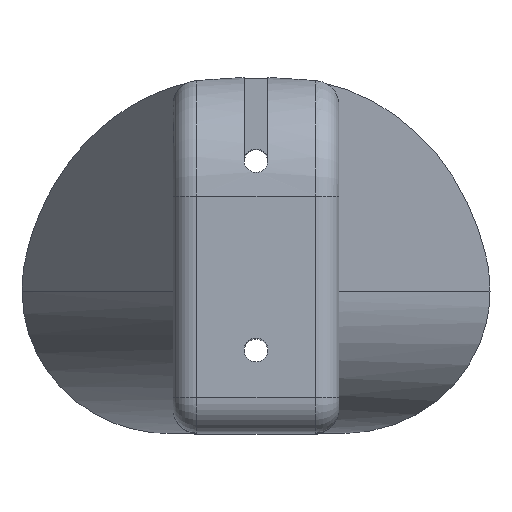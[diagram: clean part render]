
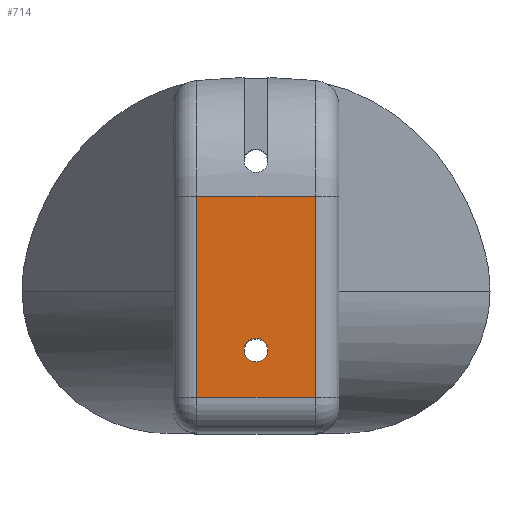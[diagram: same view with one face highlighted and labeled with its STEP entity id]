
A CAD part, top view. The second image highlights one B-rep face of the part: STEP entity #714.
In plain terms, the highlighted planar face has unit normal (0, 0, 1).
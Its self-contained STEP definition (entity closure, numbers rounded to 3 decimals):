
#39 = CARTESIAN_POINT ( 'NONE',  ( 2.5, 15., 17.84 ) ) ;
#43 = VERTEX_POINT ( 'NONE', #1356 ) ;
#112 = DIRECTION ( 'NONE',  ( -1., 0., 0. ) ) ;
#125 = EDGE_CURVE ( 'NONE', #1597, #1761, #993, .T. ) ;
#133 = CARTESIAN_POINT ( 'NONE',  ( 0., 3.5, 17.84 ) ) ;
#148 = VECTOR ( 'NONE', #2093, 1000. ) ;
#153 = VECTOR ( 'NONE', #112, 1000. ) ;
#182 = EDGE_LOOP ( 'NONE', ( #1057, #785 ) ) ;
#195 = FACE_OUTER_BOUND ( 'NONE', #1662, .T. ) ;
#221 = FACE_BOUND ( 'NONE', #182, .T. ) ;
#272 = EDGE_CURVE ( 'NONE', #43, #1131, #1927, .T. ) ;
#363 = EDGE_CURVE ( 'NONE', #2557, #718, #2176, .T. ) ;
#395 = DIRECTION ( 'NONE',  ( 0., 0., 1. ) ) ;
#440 = CARTESIAN_POINT ( 'NONE',  ( -2.5, 1.5, 17.84 ) ) ;
#454 = AXIS2_PLACEMENT_3D ( 'NONE', #133, #395, #2718 ) ;
#588 = AXIS2_PLACEMENT_3D ( 'NONE', #874, #636, #1688 ) ;
#636 = DIRECTION ( 'NONE',  ( 0., 0., -1. ) ) ;
#714 = ADVANCED_FACE ( 'NONE', ( #221, #195 ), #2714, .F. ) ;
#718 = VERTEX_POINT ( 'NONE', #440 ) ;
#728 = DIRECTION ( 'NONE',  ( 1., 0., 0. ) ) ;
#785 = ORIENTED_EDGE ( 'NONE', *, *, #125, .F. ) ;
#863 = ORIENTED_EDGE ( 'NONE', *, *, #1403, .T. ) ;
#874 = CARTESIAN_POINT ( 'NONE',  ( -3.5, 15., 17.84 ) ) ;
#917 = ORIENTED_EDGE ( 'NONE', *, *, #363, .T. ) ;
#944 = AXIS2_PLACEMENT_3D ( 'NONE', #1112, #1985, #728 ) ;
#993 = CIRCLE ( 'NONE', #944, 0.5 ) ;
#1047 = CARTESIAN_POINT ( 'NONE',  ( -2.5, 10., 17.84 ) ) ;
#1057 = ORIENTED_EDGE ( 'NONE', *, *, #1315, .F. ) ;
#1112 = CARTESIAN_POINT ( 'NONE',  ( 0., 3.5, 17.84 ) ) ;
#1128 = CARTESIAN_POINT ( 'NONE',  ( 2.5, 10., 17.84 ) ) ;
#1131 = VERTEX_POINT ( 'NONE', #1128 ) ;
#1189 = DIRECTION ( 'NONE',  ( 1., 0., 0. ) ) ;
#1208 = VECTOR ( 'NONE', #2191, 1000. ) ;
#1315 = EDGE_CURVE ( 'NONE', #1761, #1597, #1615, .T. ) ;
#1356 = CARTESIAN_POINT ( 'NONE',  ( 2.5, 1.5, 17.84 ) ) ;
#1403 = EDGE_CURVE ( 'NONE', #1131, #2557, #1552, .T. ) ;
#1552 = LINE ( 'NONE', #2020, #153 ) ;
#1597 = VERTEX_POINT ( 'NONE', #2734 ) ;
#1615 = CIRCLE ( 'NONE', #454, 0.5 ) ;
#1662 = EDGE_LOOP ( 'NONE', ( #863, #917, #2536, #1775 ) ) ;
#1688 = DIRECTION ( 'NONE',  ( -1., 0., 0. ) ) ;
#1761 = VERTEX_POINT ( 'NONE', #1780 ) ;
#1775 = ORIENTED_EDGE ( 'NONE', *, *, #272, .T. ) ;
#1780 = CARTESIAN_POINT ( 'NONE',  ( 0.5, 3.5, 17.84 ) ) ;
#1927 = LINE ( 'NONE', #39, #148 ) ;
#1953 = CARTESIAN_POINT ( 'NONE',  ( -2.5, 15., 17.84 ) ) ;
#1985 = DIRECTION ( 'NONE',  ( 0., 0., 1. ) ) ;
#2020 = CARTESIAN_POINT ( 'NONE',  ( -3.5, 10., 17.84 ) ) ;
#2043 = VECTOR ( 'NONE', #1189, 1000. ) ;
#2093 = DIRECTION ( 'NONE',  ( 0., 1., 0. ) ) ;
#2176 = LINE ( 'NONE', #1953, #1208 ) ;
#2191 = DIRECTION ( 'NONE',  ( 0., -1., 0. ) ) ;
#2225 = CARTESIAN_POINT ( 'NONE',  ( -3.5, 1.5, 17.84 ) ) ;
#2434 = LINE ( 'NONE', #2225, #2043 ) ;
#2476 = EDGE_CURVE ( 'NONE', #718, #43, #2434, .T. ) ;
#2536 = ORIENTED_EDGE ( 'NONE', *, *, #2476, .T. ) ;
#2557 = VERTEX_POINT ( 'NONE', #1047 ) ;
#2714 = PLANE ( 'NONE',  #588 ) ;
#2718 = DIRECTION ( 'NONE',  ( 1., 0., 0. ) ) ;
#2734 = CARTESIAN_POINT ( 'NONE',  ( -0.5, 3.5, 17.84 ) ) ;
